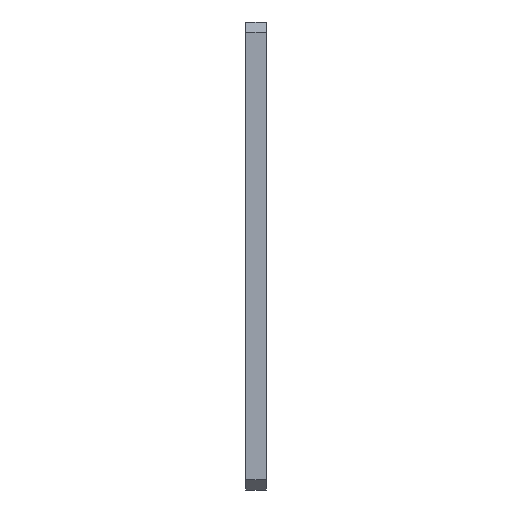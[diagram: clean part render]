
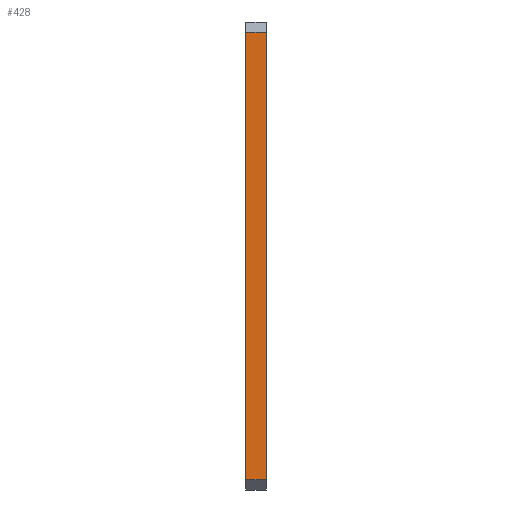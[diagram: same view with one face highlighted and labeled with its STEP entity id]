
A CAD part, left-side view. The second image highlights one B-rep face of the part: STEP entity #428.
In plain terms, the highlighted planar face has unit normal (-1, 0, 0).
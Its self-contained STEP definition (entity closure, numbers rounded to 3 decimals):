
#7 = VECTOR ( 'NONE', #483, 1000. ) ;
#30 = EDGE_CURVE ( 'NONE', #401, #797, #49, .T. ) ;
#49 = LINE ( 'NONE', #712, #7 ) ;
#91 = EDGE_CURVE ( 'NONE', #577, #797, #95, .T. ) ;
#95 = LINE ( 'NONE', #569, #790 ) ;
#108 = EDGE_CURVE ( 'NONE', #401, #167, #307, .T. ) ;
#120 = EDGE_CURVE ( 'NONE', #167, #577, #149, .T. ) ;
#145 = ORIENTED_EDGE ( 'NONE', *, *, #30, .F. ) ;
#149 = LINE ( 'NONE', #201, #222 ) ;
#167 = VERTEX_POINT ( 'NONE', #207 ) ;
#188 = DIRECTION ( 'NONE',  ( 0., 0., -1. ) ) ;
#201 = CARTESIAN_POINT ( 'NONE',  ( -7.5, 0., -7.5 ) ) ;
#207 = CARTESIAN_POINT ( 'NONE',  ( -7.5, 0., -6.5 ) ) ;
#222 = VECTOR ( 'NONE', #521, 1000. ) ;
#261 = DIRECTION ( 'NONE',  ( 0., 1., 0. ) ) ;
#273 = PLANE ( 'NONE',  #635 ) ;
#307 = LINE ( 'NONE', #902, #615 ) ;
#330 = EDGE_LOOP ( 'NONE', ( #713, #842, #145, #520 ) ) ;
#401 = VERTEX_POINT ( 'NONE', #453 ) ;
#428 = ADVANCED_FACE ( 'NONE', ( #805 ), #273, .F. ) ;
#431 = DIRECTION ( 'NONE',  ( 1., 0., 0. ) ) ;
#435 = DIRECTION ( 'NONE',  ( 0., -1., 0. ) ) ;
#437 = CARTESIAN_POINT ( 'NONE',  ( -7.5, 2., -7.5 ) ) ;
#453 = CARTESIAN_POINT ( 'NONE',  ( -7.5, 2., -6.5 ) ) ;
#481 = CARTESIAN_POINT ( 'NONE',  ( -7.5, 2., 36.5 ) ) ;
#483 = DIRECTION ( 'NONE',  ( 0., 0., 1. ) ) ;
#520 = ORIENTED_EDGE ( 'NONE', *, *, #108, .T. ) ;
#521 = DIRECTION ( 'NONE',  ( 0., 0., 1. ) ) ;
#569 = CARTESIAN_POINT ( 'NONE',  ( -7.5, 2., 36.5 ) ) ;
#577 = VERTEX_POINT ( 'NONE', #877 ) ;
#615 = VECTOR ( 'NONE', #435, 1000. ) ;
#635 = AXIS2_PLACEMENT_3D ( 'NONE', #437, #431, #188 ) ;
#712 = CARTESIAN_POINT ( 'NONE',  ( -7.5, 2., -7.5 ) ) ;
#713 = ORIENTED_EDGE ( 'NONE', *, *, #120, .T. ) ;
#790 = VECTOR ( 'NONE', #261, 1000. ) ;
#797 = VERTEX_POINT ( 'NONE', #481 ) ;
#805 = FACE_OUTER_BOUND ( 'NONE', #330, .T. ) ;
#842 = ORIENTED_EDGE ( 'NONE', *, *, #91, .T. ) ;
#877 = CARTESIAN_POINT ( 'NONE',  ( -7.5, 0., 36.5 ) ) ;
#902 = CARTESIAN_POINT ( 'NONE',  ( -7.5, 2., -6.5 ) ) ;
